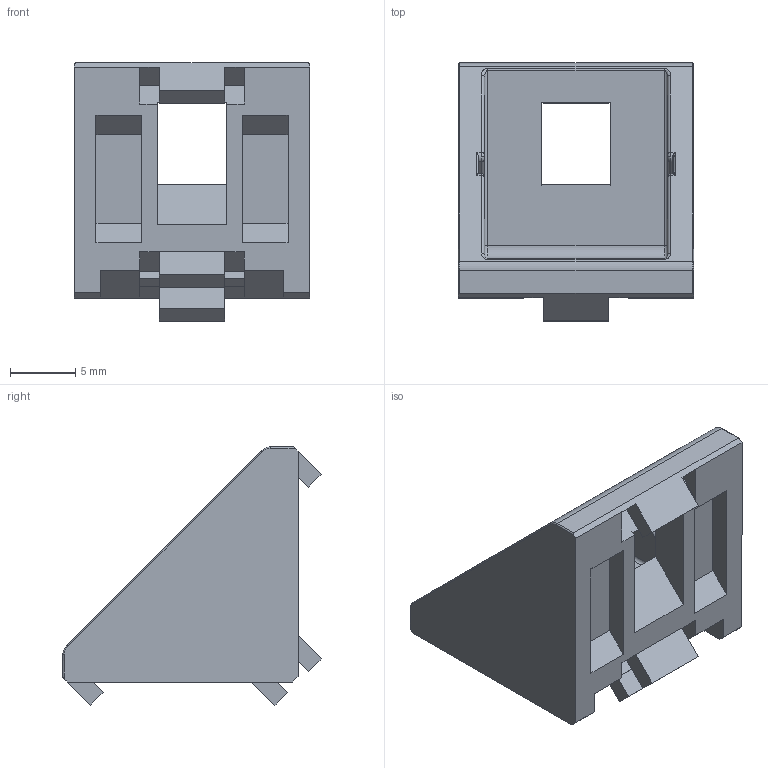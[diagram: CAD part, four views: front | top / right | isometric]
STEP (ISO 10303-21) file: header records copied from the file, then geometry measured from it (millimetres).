
FILE_DESCRIPTION (( 'STEP AP214' ), '1' );
FILE_NAME ('C422C647-6D0E-48D0-906D-50CADFD5664E.STEP', '2025-02-12T18:09:55', ( '' ), ( '' ), 'SwSTEP 2.0', 'SolidWorks 2022', '' );
FILE_SCHEMA (( 'AUTOMOTIVE_DESIGN' ));
Length unit declared in the file: millimetre
Products named in the file (1): C422C647-6D0E-48D0-906D-50CADFD5664E
Bounding box: 18 x 19.77 x 19.77 mm (x, y, z)
Volume: 1746.3 mm3; surface area: 2122 mm2
Topology: 1 solids, 1 shells, 146 faces, 375 edges, 232 vertices
Faces by surface type: plane 86, cylinder 35, torus 19, bspline 6
Entity records: 4482 total; most frequent: CARTESIAN_POINT 925, ORIENTED_EDGE 746, DIRECTION 720, EDGE_CURVE 373, LINE 270, VECTOR 270, VERTEX_POINT 232, AXIS2_PLACEMENT_3D 225
